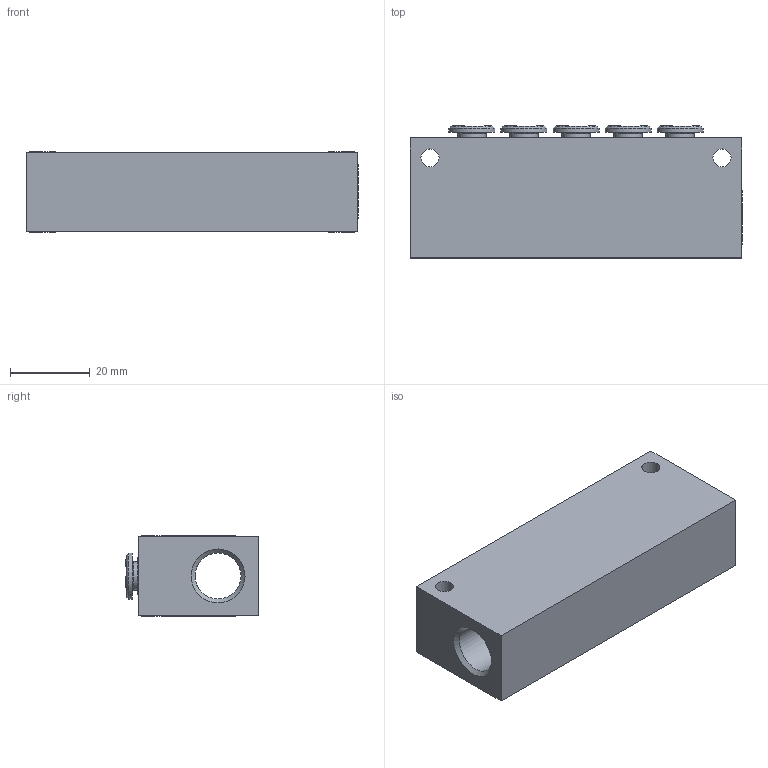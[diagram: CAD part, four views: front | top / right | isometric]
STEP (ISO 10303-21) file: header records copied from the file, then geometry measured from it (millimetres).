
FILE_DESCRIPTION( ( 'STEP AP214' ), '1' );
FILE_NAME( 'psolqas_13404_46.stp', '2021-03-04T17:12:19', ( 'License CC BY-ND 4.0' ), ( 'CADENAS' ), ' ', 'PARTsolutions', ' ' );
FILE_SCHEMA( ( 'AUTOMOTIVE_DESIGN { 1 0 10303 214 1 1 1 1 }' ) );
Length unit declared in the file: metre
Products named in the file (1): Rivoluzione5
Bounding box: 83 x 33 x 20 mm (x, y, z)
Volume: 39019.3 mm3; surface area: 15209.7 mm2
Topology: 1 solids, 1 shells, 596 faces, 1535 edges, 1021 vertices
Faces by surface type: plane 341, bspline 215, cylinder 23, cone 17
Full cylindrical faces by diameter (mm): 4.5 x2, 5 x5, 6.15 x5, 7.1 x5, 11.5 x6
Entity records: 34452 total; most frequent: CARTESIAN_POINT 16728, ORIENTED_EDGE 2980, DIRECTION 1872, EDGE_CURVE 1490, VERTEX_POINT 1016, LINE 992, VECTOR 992, EDGE_LOOP 732
